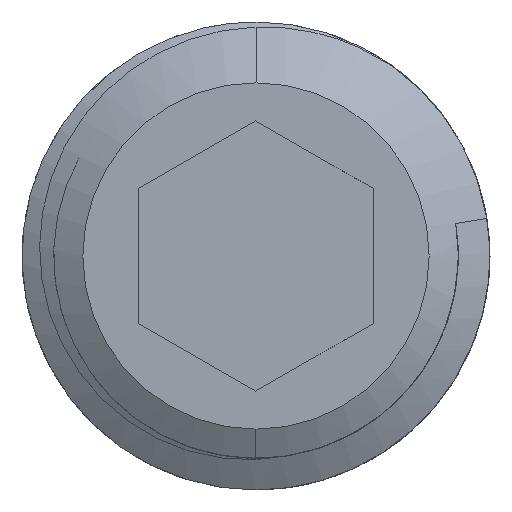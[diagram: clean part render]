
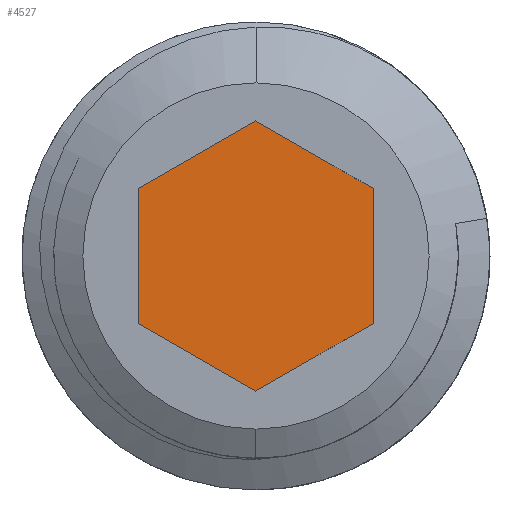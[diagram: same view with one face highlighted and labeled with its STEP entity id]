
A CAD part, left-side view. The second image highlights one B-rep face of the part: STEP entity #4527.
In plain terms, the highlighted planar face has unit normal (-1, 0, 0).
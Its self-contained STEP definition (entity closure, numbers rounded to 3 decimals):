
#113 = CARTESIAN_POINT ( 'NONE',  ( 5.1, 2.5, -1.443 ) ) ;
#125 = ORIENTED_EDGE ( 'NONE', *, *, #2265, .T. ) ;
#130 = LINE ( 'NONE', #2855, #271 ) ;
#271 = VECTOR ( 'NONE', #1949, 1000. ) ;
#361 = VERTEX_POINT ( 'NONE', #2317 ) ;
#566 = LINE ( 'NONE', #113, #4828 ) ;
#614 = DIRECTION ( 'NONE',  ( 0., -0.866, 0.5 ) ) ;
#687 = VECTOR ( 'NONE', #3090, 1000. ) ;
#711 = EDGE_LOOP ( 'NONE', ( #732, #125, #3290, #5885, #2458, #823 ) ) ;
#732 = ORIENTED_EDGE ( 'NONE', *, *, #2392, .T. ) ;
#771 = CARTESIAN_POINT ( 'NONE',  ( 5.1, 0., -2.887 ) ) ;
#782 = VERTEX_POINT ( 'NONE', #771 ) ;
#823 = ORIENTED_EDGE ( 'NONE', *, *, #4622, .T. ) ;
#1523 = EDGE_CURVE ( 'NONE', #4386, #4530, #2095, .T. ) ;
#1882 = VERTEX_POINT ( 'NONE', #2338 ) ;
#1947 = CARTESIAN_POINT ( 'NONE',  ( 5.1, 0., 2.887 ) ) ;
#1949 = DIRECTION ( 'NONE',  ( 0., 0., -1. ) ) ;
#2013 = LINE ( 'NONE', #4313, #2911 ) ;
#2095 = LINE ( 'NONE', #5771, #687 ) ;
#2210 = VECTOR ( 'NONE', #2857, 1000. ) ;
#2217 = EDGE_CURVE ( 'NONE', #361, #4386, #4748, .T. ) ;
#2258 = PLANE ( 'NONE',  #3148 ) ;
#2265 = EDGE_CURVE ( 'NONE', #782, #361, #2013, .T. ) ;
#2317 = CARTESIAN_POINT ( 'NONE',  ( 5.1, -2.5, -1.443 ) ) ;
#2338 = CARTESIAN_POINT ( 'NONE',  ( 5.1, 2.5, -1.443 ) ) ;
#2392 = EDGE_CURVE ( 'NONE', #1882, #782, #566, .T. ) ;
#2393 = LINE ( 'NONE', #1947, #4484 ) ;
#2458 = ORIENTED_EDGE ( 'NONE', *, *, #3646, .T. ) ;
#2799 = DIRECTION ( 'NONE',  ( 0., 0.866, -0.5 ) ) ;
#2855 = CARTESIAN_POINT ( 'NONE',  ( 5.1, 2.5, 1.443 ) ) ;
#2857 = DIRECTION ( 'NONE',  ( 0., 0., 1. ) ) ;
#2911 = VECTOR ( 'NONE', #614, 1000. ) ;
#3004 = VERTEX_POINT ( 'NONE', #4524 ) ;
#3090 = DIRECTION ( 'NONE',  ( 0., 0.866, 0.5 ) ) ;
#3133 = CARTESIAN_POINT ( 'NONE',  ( 5.1, -2.5, 1.443 ) ) ;
#3148 = AXIS2_PLACEMENT_3D ( 'NONE', #4073, #5494, #5808 ) ;
#3290 = ORIENTED_EDGE ( 'NONE', *, *, #2217, .T. ) ;
#3641 = DIRECTION ( 'NONE',  ( 0., -0.866, -0.5 ) ) ;
#3646 = EDGE_CURVE ( 'NONE', #4530, #3004, #2393, .T. ) ;
#4073 = CARTESIAN_POINT ( 'NONE',  ( 5.1, 0., 0. ) ) ;
#4313 = CARTESIAN_POINT ( 'NONE',  ( 5.1, 0., -2.887 ) ) ;
#4386 = VERTEX_POINT ( 'NONE', #3133 ) ;
#4484 = VECTOR ( 'NONE', #2799, 1000. ) ;
#4524 = CARTESIAN_POINT ( 'NONE',  ( 5.1, 2.5, 1.443 ) ) ;
#4527 = ADVANCED_FACE ( 'NONE', ( #4537 ), #2258, .T. ) ;
#4530 = VERTEX_POINT ( 'NONE', #5523 ) ;
#4537 = FACE_OUTER_BOUND ( 'NONE', #711, .T. ) ;
#4622 = EDGE_CURVE ( 'NONE', #3004, #1882, #130, .T. ) ;
#4748 = LINE ( 'NONE', #5184, #2210 ) ;
#4828 = VECTOR ( 'NONE', #3641, 1000. ) ;
#5184 = CARTESIAN_POINT ( 'NONE',  ( 5.1, -2.5, -1.443 ) ) ;
#5494 = DIRECTION ( 'NONE',  ( -1., 0., 0. ) ) ;
#5523 = CARTESIAN_POINT ( 'NONE',  ( 5.1, 0., 2.887 ) ) ;
#5771 = CARTESIAN_POINT ( 'NONE',  ( 5.1, -2.5, 1.443 ) ) ;
#5808 = DIRECTION ( 'NONE',  ( 0., 0., 1. ) ) ;
#5885 = ORIENTED_EDGE ( 'NONE', *, *, #1523, .T. ) ;
